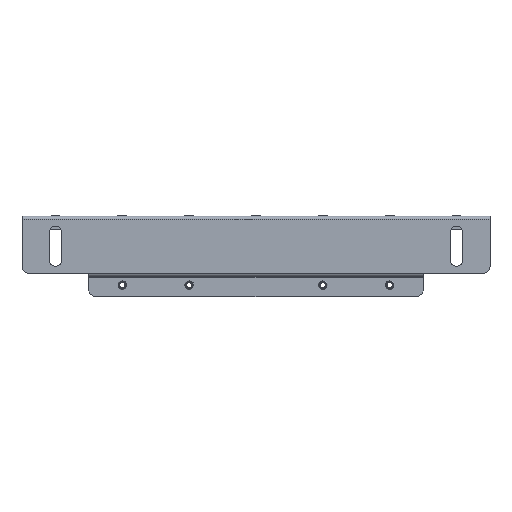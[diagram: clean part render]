
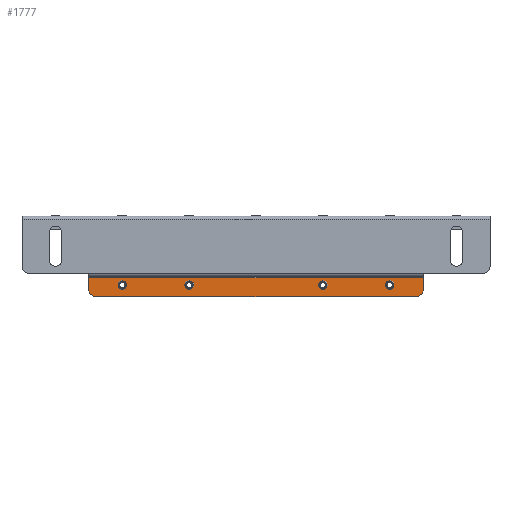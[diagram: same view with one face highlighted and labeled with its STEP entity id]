
A CAD part, left-side view. The second image highlights one B-rep face of the part: STEP entity #1777.
In plain terms, the highlighted planar face has unit normal (-1, 0, 0).
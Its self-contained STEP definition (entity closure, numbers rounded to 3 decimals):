
#9 = VERTEX_POINT ( 'NONE', #280 ) ;
#13 = CARTESIAN_POINT ( 'NONE',  ( -29.9, 125., -32.6 ) ) ;
#198 = CARTESIAN_POINT ( 'NONE',  ( -29.9, -125., -23.5 ) ) ;
#214 = DIRECTION ( 'NONE',  ( 0., 0., 1. ) ) ;
#247 = CARTESIAN_POINT ( 'NONE',  ( -29.9, 100., -29.1 ) ) ;
#263 = CIRCLE ( 'NONE', #702, 3.1 ) ;
#265 = CARTESIAN_POINT ( 'NONE',  ( -29.9, 175., -22.5 ) ) ;
#280 = CARTESIAN_POINT ( 'NONE',  ( -29.9, 100., -26. ) ) ;
#291 = CARTESIAN_POINT ( 'NONE',  ( -29.9, 50., -29.1 ) ) ;
#305 = DIRECTION ( 'NONE',  ( 1., 0., 0. ) ) ;
#319 = VERTEX_POINT ( 'NONE', #198 ) ;
#332 = CARTESIAN_POINT ( 'NONE',  ( -29.9, -100., -32.2 ) ) ;
#411 = CARTESIAN_POINT ( 'NONE',  ( -29.9, -100., -29.1 ) ) ;
#418 = DIRECTION ( 'NONE',  ( 0., 0., 1. ) ) ;
#429 = CARTESIAN_POINT ( 'NONE',  ( -29.9, 175., -23.5 ) ) ;
#476 = VERTEX_POINT ( 'NONE', #952 ) ;
#480 = AXIS2_PLACEMENT_3D ( 'NONE', #2186, #3214, #912 ) ;
#588 = CARTESIAN_POINT ( 'NONE',  ( -29.9, -120., -32.6 ) ) ;
#593 = VERTEX_POINT ( 'NONE', #2049 ) ;
#621 = EDGE_CURVE ( 'NONE', #319, #865, #756, .T. ) ;
#633 = CARTESIAN_POINT ( 'NONE',  ( -29.9, -125., -32.6 ) ) ;
#702 = AXIS2_PLACEMENT_3D ( 'NONE', #291, #305, #2640 ) ;
#710 = LINE ( 'NONE', #429, #2419 ) ;
#733 = EDGE_CURVE ( 'NONE', #1665, #1116, #263, .T. ) ;
#756 = LINE ( 'NONE', #1784, #1876 ) ;
#774 = ORIENTED_EDGE ( 'NONE', *, *, #733, .T. ) ;
#775 = FACE_BOUND ( 'NONE', #1616, .T. ) ;
#786 = CIRCLE ( 'NONE', #1594, 3.1 ) ;
#794 = DIRECTION ( 'NONE',  ( -1., 0., 0. ) ) ;
#817 = EDGE_CURVE ( 'NONE', #1621, #3149, #1397, .T. ) ;
#831 = DIRECTION ( 'NONE',  ( 0., 0., 1. ) ) ;
#849 = ORIENTED_EDGE ( 'NONE', *, *, #1741, .F. ) ;
#865 = VERTEX_POINT ( 'NONE', #633 ) ;
#876 = EDGE_CURVE ( 'NONE', #476, #319, #710, .T. ) ;
#891 = VERTEX_POINT ( 'NONE', #2513 ) ;
#893 = EDGE_CURVE ( 'NONE', #3149, #1621, #3281, .T. ) ;
#904 = VECTOR ( 'NONE', #2449, 1000. ) ;
#912 = DIRECTION ( 'NONE',  ( 0., 0., 1. ) ) ;
#918 = LINE ( 'NONE', #1914, #904 ) ;
#931 = CIRCLE ( 'NONE', #2801, 3.1 ) ;
#952 = CARTESIAN_POINT ( 'NONE',  ( -29.9, 125., -23.5 ) ) ;
#989 = EDGE_CURVE ( 'NONE', #2729, #2610, #2938, .T. ) ;
#1014 = CIRCLE ( 'NONE', #2734, 3.1 ) ;
#1080 = FACE_BOUND ( 'NONE', #1710, .T. ) ;
#1116 = VERTEX_POINT ( 'NONE', #1677 ) ;
#1192 = CARTESIAN_POINT ( 'NONE',  ( -29.9, -50., -29.1 ) ) ;
#1219 = AXIS2_PLACEMENT_3D ( 'NONE', #265, #794, #2877 ) ;
#1233 = DIRECTION ( 'NONE',  ( 1., 0., 0. ) ) ;
#1243 = VECTOR ( 'NONE', #1709, 1000. ) ;
#1274 = CIRCLE ( 'NONE', #1702, 5. ) ;
#1296 = ORIENTED_EDGE ( 'NONE', *, *, #621, .F. ) ;
#1383 = AXIS2_PLACEMENT_3D ( 'NONE', #1451, #1720, #418 ) ;
#1397 = CIRCLE ( 'NONE', #2635, 3.1 ) ;
#1405 = AXIS2_PLACEMENT_3D ( 'NONE', #411, #1713, #1968 ) ;
#1451 = CARTESIAN_POINT ( 'NONE',  ( -29.9, 120., -32.6 ) ) ;
#1510 = CARTESIAN_POINT ( 'NONE',  ( -29.9, 50., -29.1 ) ) ;
#1579 = EDGE_LOOP ( 'NONE', ( #2444, #2232 ) ) ;
#1582 = DIRECTION ( 'NONE',  ( -1., 0., 0. ) ) ;
#1591 = EDGE_CURVE ( 'NONE', #891, #3047, #786, .T. ) ;
#1594 = AXIS2_PLACEMENT_3D ( 'NONE', #1771, #2539, #2285 ) ;
#1616 = EDGE_LOOP ( 'NONE', ( #2061, #774 ) ) ;
#1621 = VERTEX_POINT ( 'NONE', #3320 ) ;
#1665 = VERTEX_POINT ( 'NONE', #2754 ) ;
#1677 = CARTESIAN_POINT ( 'NONE',  ( -29.9, 50., -32.2 ) ) ;
#1702 = AXIS2_PLACEMENT_3D ( 'NONE', #588, #2579, #2651 ) ;
#1709 = DIRECTION ( 'NONE',  ( 0., -1., 0. ) ) ;
#1710 = EDGE_LOOP ( 'NONE', ( #2492, #849 ) ) ;
#1713 = DIRECTION ( 'NONE',  ( 1., 0., 0. ) ) ;
#1720 = DIRECTION ( 'NONE',  ( -1., 0., 0. ) ) ;
#1724 = ORIENTED_EDGE ( 'NONE', *, *, #817, .F. ) ;
#1733 = DIRECTION ( 'NONE',  ( 0., 0., 1. ) ) ;
#1741 = EDGE_CURVE ( 'NONE', #9, #593, #2940, .T. ) ;
#1744 = VERTEX_POINT ( 'NONE', #13 ) ;
#1745 = EDGE_CURVE ( 'NONE', #2610, #865, #1274, .T. ) ;
#1771 = CARTESIAN_POINT ( 'NONE',  ( -29.9, -100., -29.1 ) ) ;
#1777 = ADVANCED_FACE ( 'NONE', ( #775, #3103, #1847, #1799, #1080 ), #2308, .T. ) ;
#1784 = CARTESIAN_POINT ( 'NONE',  ( -29.9, -125., -22.5 ) ) ;
#1799 = FACE_BOUND ( 'NONE', #2992, .T. ) ;
#1847 = FACE_OUTER_BOUND ( 'NONE', #2382, .T. ) ;
#1857 = DIRECTION ( 'NONE',  ( 0., 0., -1. ) ) ;
#1876 = VECTOR ( 'NONE', #1857, 1000. ) ;
#1882 = CARTESIAN_POINT ( 'NONE',  ( -29.9, -50., -26. ) ) ;
#1914 = CARTESIAN_POINT ( 'NONE',  ( -29.9, 125., -22.5 ) ) ;
#1968 = DIRECTION ( 'NONE',  ( 0., 0., 1. ) ) ;
#2013 = EDGE_CURVE ( 'NONE', #1744, #476, #918, .T. ) ;
#2049 = CARTESIAN_POINT ( 'NONE',  ( -29.9, 100., -32.2 ) ) ;
#2058 = ORIENTED_EDGE ( 'NONE', *, *, #1745, .T. ) ;
#2061 = ORIENTED_EDGE ( 'NONE', *, *, #2078, .T. ) ;
#2078 = EDGE_CURVE ( 'NONE', #1116, #1665, #1014, .T. ) ;
#2084 = EDGE_CURVE ( 'NONE', #1744, #2729, #2831, .T. ) ;
#2125 = ORIENTED_EDGE ( 'NONE', *, *, #2013, .F. ) ;
#2186 = CARTESIAN_POINT ( 'NONE',  ( -29.9, -50., -29.1 ) ) ;
#2189 = ORIENTED_EDGE ( 'NONE', *, *, #989, .T. ) ;
#2226 = DIRECTION ( 'NONE',  ( -1., 0., 0. ) ) ;
#2232 = ORIENTED_EDGE ( 'NONE', *, *, #1591, .T. ) ;
#2257 = DIRECTION ( 'NONE',  ( 0., -1., 0. ) ) ;
#2265 = ORIENTED_EDGE ( 'NONE', *, *, #876, .F. ) ;
#2284 = ORIENTED_EDGE ( 'NONE', *, *, #2084, .T. ) ;
#2285 = DIRECTION ( 'NONE',  ( 0., 0., 1. ) ) ;
#2306 = DIRECTION ( 'NONE',  ( -1., 0., 0. ) ) ;
#2308 = PLANE ( 'NONE',  #1219 ) ;
#2382 = EDGE_LOOP ( 'NONE', ( #2125, #2284, #2189, #2058, #1296, #2265 ) ) ;
#2399 = EDGE_CURVE ( 'NONE', #593, #9, #931, .T. ) ;
#2419 = VECTOR ( 'NONE', #2257, 1000. ) ;
#2438 = CARTESIAN_POINT ( 'NONE',  ( -29.9, 175., -37.6 ) ) ;
#2444 = ORIENTED_EDGE ( 'NONE', *, *, #2580, .T. ) ;
#2449 = DIRECTION ( 'NONE',  ( 0., 0., 1. ) ) ;
#2492 = ORIENTED_EDGE ( 'NONE', *, *, #2399, .F. ) ;
#2513 = CARTESIAN_POINT ( 'NONE',  ( -29.9, -100., -26. ) ) ;
#2539 = DIRECTION ( 'NONE',  ( 1., 0., 0. ) ) ;
#2579 = DIRECTION ( 'NONE',  ( -1., 0., 0. ) ) ;
#2580 = EDGE_CURVE ( 'NONE', #3047, #891, #2589, .T. ) ;
#2589 = CIRCLE ( 'NONE', #1405, 3.1 ) ;
#2610 = VERTEX_POINT ( 'NONE', #2997 ) ;
#2635 = AXIS2_PLACEMENT_3D ( 'NONE', #1192, #2226, #1733 ) ;
#2640 = DIRECTION ( 'NONE',  ( 0., 0., 1. ) ) ;
#2651 = DIRECTION ( 'NONE',  ( 0., 0., 1. ) ) ;
#2729 = VERTEX_POINT ( 'NONE', #2882 ) ;
#2730 = AXIS2_PLACEMENT_3D ( 'NONE', #3090, #1582, #831 ) ;
#2734 = AXIS2_PLACEMENT_3D ( 'NONE', #1510, #1233, #214 ) ;
#2754 = CARTESIAN_POINT ( 'NONE',  ( -29.9, 50., -26. ) ) ;
#2763 = ORIENTED_EDGE ( 'NONE', *, *, #893, .F. ) ;
#2801 = AXIS2_PLACEMENT_3D ( 'NONE', #247, #2306, #3331 ) ;
#2831 = CIRCLE ( 'NONE', #1383, 5. ) ;
#2877 = DIRECTION ( 'NONE',  ( 0., 0., 1. ) ) ;
#2882 = CARTESIAN_POINT ( 'NONE',  ( -29.9, 120., -37.6 ) ) ;
#2938 = LINE ( 'NONE', #2438, #1243 ) ;
#2940 = CIRCLE ( 'NONE', #2730, 3.1 ) ;
#2992 = EDGE_LOOP ( 'NONE', ( #1724, #2763 ) ) ;
#2997 = CARTESIAN_POINT ( 'NONE',  ( -29.9, -120., -37.6 ) ) ;
#3047 = VERTEX_POINT ( 'NONE', #332 ) ;
#3090 = CARTESIAN_POINT ( 'NONE',  ( -29.9, 100., -29.1 ) ) ;
#3103 = FACE_BOUND ( 'NONE', #1579, .T. ) ;
#3149 = VERTEX_POINT ( 'NONE', #1882 ) ;
#3214 = DIRECTION ( 'NONE',  ( -1., 0., 0. ) ) ;
#3281 = CIRCLE ( 'NONE', #480, 3.1 ) ;
#3320 = CARTESIAN_POINT ( 'NONE',  ( -29.9, -50., -32.2 ) ) ;
#3331 = DIRECTION ( 'NONE',  ( 0., 0., 1. ) ) ;
